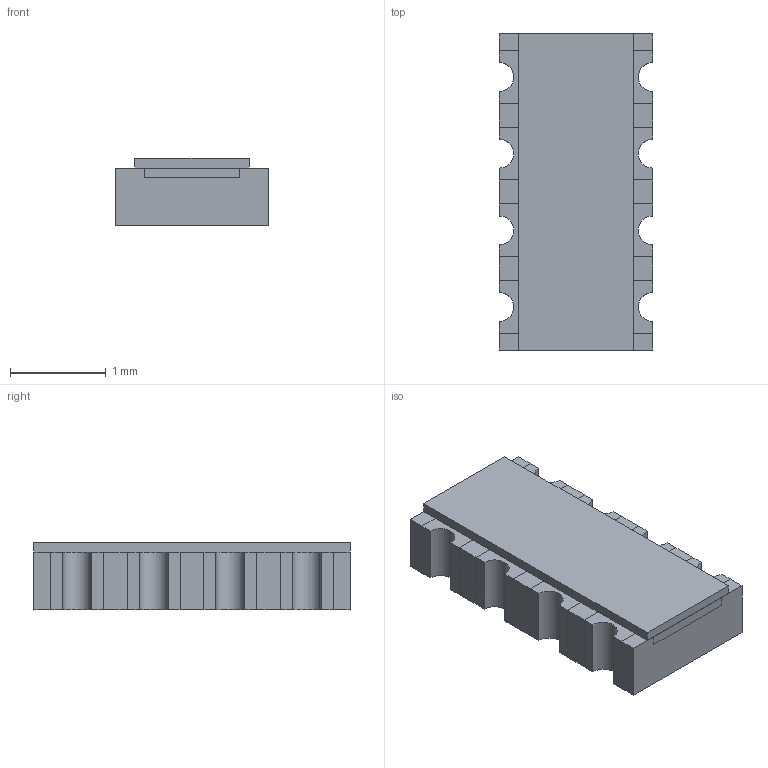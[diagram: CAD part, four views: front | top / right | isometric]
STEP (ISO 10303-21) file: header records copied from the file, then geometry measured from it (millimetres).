
FILE_DESCRIPTION((''),'2;1');
FILE_NAME('RN_YAGEO_TC164.stp','2011-10-04T12:18:02',(''),(''),'Mechanical Desktop 2011','Mechanical Desktop 2011',', , ');
FILE_SCHEMA(('AUTOMOTIVE_DESIGN { 1 2 10303 214 1 1 1 1 }'));
Length unit declared in the file: millimetre
Products named in the file (1): Product
Bounding box: 1.6 x 3.3 x 0.7 mm (x, y, z)
Volume: 3.7 mm3; surface area: 44 mm2
Topology: 11 solids, 11 shells, 114 faces, 276 edges, 184 vertices
Faces by surface type: bspline 58, plane 52, cylinder 4
Entity records: 3371 total; most frequent: CARTESIAN_POINT 805, ORIENTED_EDGE 552, DIRECTION 406, EDGE_CURVE 276, VECTOR 260, LINE 260, VERTEX_POINT 184, EDGE_LOOP 114
